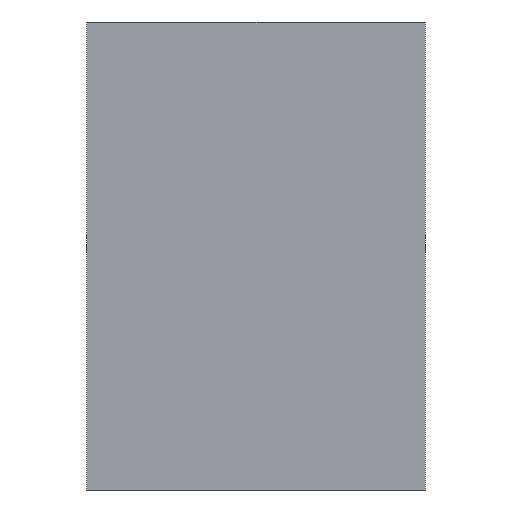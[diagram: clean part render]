
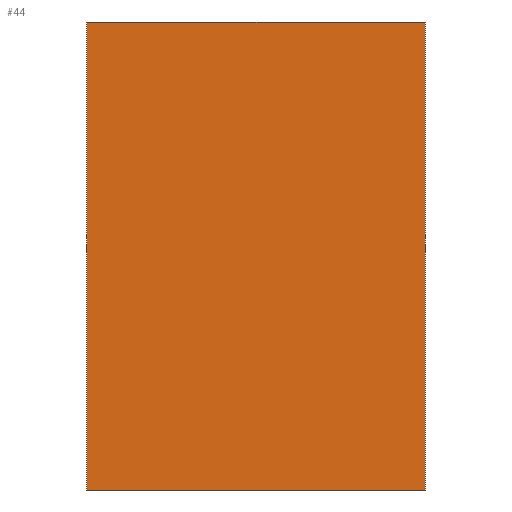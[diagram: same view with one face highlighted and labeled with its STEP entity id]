
A CAD part, left-side view. The second image highlights one B-rep face of the part: STEP entity #44.
In plain terms, the highlighted planar face has unit normal (-1, 0, 0).
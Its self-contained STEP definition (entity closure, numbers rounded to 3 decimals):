
#44 = ADVANCED_FACE( '', ( #88 ), #89, .F. );
#88 = FACE_OUTER_BOUND( '', #125, .T. );
#89 = PLANE( '', #126 );
#125 = EDGE_LOOP( '', ( #183, #184, #185, #186 ) );
#126 = AXIS2_PLACEMENT_3D( '', #187, #188, #189 );
#183 = ORIENTED_EDGE( '', *, *, #212, .T. );
#184 = ORIENTED_EDGE( '', *, *, #214, .F. );
#185 = ORIENTED_EDGE( '', *, *, #205, .F. );
#186 = ORIENTED_EDGE( '', *, *, #217, .T. );
#187 = CARTESIAN_POINT( '', ( -398., 42., 116. ) );
#188 = DIRECTION( '', ( 1., 0., 0. ) );
#189 = DIRECTION( '', ( 0., 0., -1. ) );
#205 = EDGE_CURVE( '', #234, #236, #237, .T. );
#212 = EDGE_CURVE( '', #244, #246, #248, .T. );
#214 = EDGE_CURVE( '', #236, #246, #250, .T. );
#217 = EDGE_CURVE( '', #234, #244, #253, .T. );
#234 = VERTEX_POINT( '', #274 );
#236 = VERTEX_POINT( '', #277 );
#237 = LINE( '', #278, #279 );
#244 = VERTEX_POINT( '', #287 );
#246 = VERTEX_POINT( '', #290 );
#248 = LINE( '', #293, #294 );
#250 = LINE( '', #296, #297 );
#253 = LINE( '', #300, #301 );
#274 = CARTESIAN_POINT( '', ( -398., 42., 116. ) );
#277 = CARTESIAN_POINT( '', ( -398., -42., 116. ) );
#278 = CARTESIAN_POINT( '', ( -398., 42., 116. ) );
#279 = VECTOR( '', #315, 1000. );
#287 = CARTESIAN_POINT( '', ( -398., 42., 0. ) );
#290 = CARTESIAN_POINT( '', ( -398., -42., 0. ) );
#293 = CARTESIAN_POINT( '', ( -398., 42., 0. ) );
#294 = VECTOR( '', #325, 1000. );
#296 = CARTESIAN_POINT( '', ( -398., -42., 116. ) );
#297 = VECTOR( '', #326, 1000. );
#300 = CARTESIAN_POINT( '', ( -398., 42., 116. ) );
#301 = VECTOR( '', #327, 1000. );
#315 = DIRECTION( '', ( 0., -1., 0. ) );
#325 = DIRECTION( '', ( 0., -1., 0. ) );
#326 = DIRECTION( '', ( 0., 0., -1. ) );
#327 = DIRECTION( '', ( 0., 0., -1. ) );
